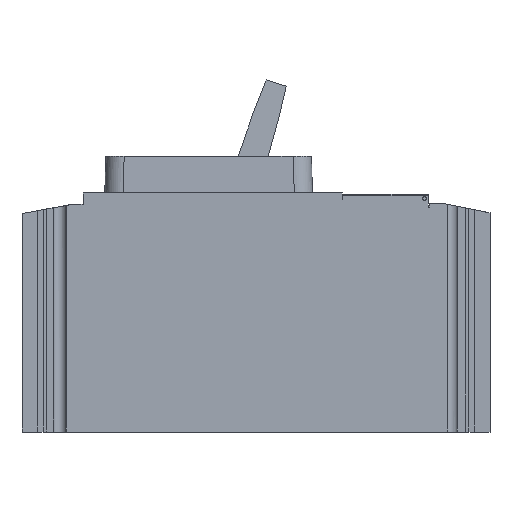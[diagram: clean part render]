
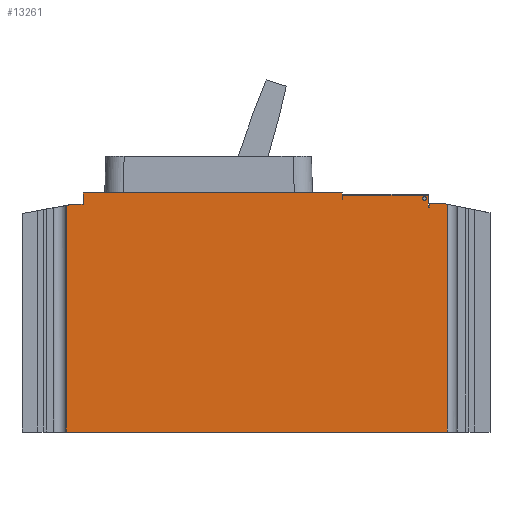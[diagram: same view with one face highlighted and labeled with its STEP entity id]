
A CAD part, left-side view. The second image highlights one B-rep face of the part: STEP entity #13261.
In plain terms, the highlighted planar face has unit normal (-1, 0, 0).
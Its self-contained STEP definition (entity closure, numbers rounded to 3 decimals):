
#2526=CARTESIAN_POINT('',(40.,28.7,102.35));
#2527=DIRECTION('',(1.,0.,0.));
#2528=DIRECTION('',(0.,1.,0.));
#2529=AXIS2_PLACEMENT_3D('',#2526,#2527,#2528);
#2534=CARTESIAN_POINT('',(40.,28.7,102.35));
#2535=DIRECTION('',(1.,0.,0.));
#2536=DIRECTION('',(0.,-1.,0.));
#2537=AXIS2_PLACEMENT_3D('',#2534,#2535,#2536);
#2584=DIRECTION('',(0.,-1.,0.));
#2585=VECTOR('',#2584,37.6);
#2586=CARTESIAN_POINT('',(40.,64.6,103.65));
#2587=LINE('',#2586,#2585);
#2591=DIRECTION('',(0.,0.,-1.));
#2592=VECTOR('',#2591,5.15);
#2593=CARTESIAN_POINT('',(40.,27.,103.65));
#2594=LINE('',#2593,#2592);
#2598=DIRECTION('',(0.,-1.,0.));
#2599=VECTOR('',#2598,0.4);
#2600=CARTESIAN_POINT('',(40.,27.,98.5));
#2601=LINE('',#2600,#2599);
#2605=DIRECTION('',(0.,0.,1.));
#2606=VECTOR('',#2605,1.5);
#2607=CARTESIAN_POINT('',(40.,26.6,98.5));
#2608=LINE('',#2607,#2606);
#2612=DIRECTION('',(0.,-1.,0.));
#2613=VECTOR('',#2612,6.6);
#2614=CARTESIAN_POINT('',(40.,26.6,100.));
#2615=LINE('',#2614,#2613);
#2619=DIRECTION('',(0.,-0.981,-0.196));
#2620=VECTOR('',#2619,1.358);
#2621=CARTESIAN_POINT('',(40.,20.,100.));
#2622=LINE('',#2621,#2620);
#2626=DIRECTION('',(0.,0.,1.));
#2627=VECTOR('',#2626,99.734);
#2628=CARTESIAN_POINT('',(40.,18.668,0.));
#2629=LINE('',#2628,#2627);
#2633=DIRECTION('',(0.,1.,0.));
#2634=VECTOR('',#2633,166.982);
#2635=CARTESIAN_POINT('',(40.,18.668,0.));
#2636=LINE('',#2635,#2634);
#2640=DIRECTION('',(0.,0.,1.));
#2641=VECTOR('',#2640,99.218);
#2642=CARTESIAN_POINT('',(40.,185.65,0.));
#2643=LINE('',#2642,#2641);
#2647=DIRECTION('',(0.,-0.984,0.179));
#2648=VECTOR('',#2647,2.693);
#2649=CARTESIAN_POINT('',(40.,185.65,99.218));
#2650=LINE('',#2649,#2648);
#2654=DIRECTION('',(0.,-1.,0.));
#2655=VECTOR('',#2654,4.8);
#2656=CARTESIAN_POINT('',(40.,183.,99.7));
#2657=LINE('',#2656,#2655);
#2661=DIRECTION('',(0.,0.,1.));
#2662=VECTOR('',#2661,5.);
#2663=CARTESIAN_POINT('',(40.,178.2,99.7));
#2664=LINE('',#2663,#2662);
#2668=DIRECTION('',(0.,-1.,0.));
#2669=VECTOR('',#2668,113.4);
#2670=CARTESIAN_POINT('',(40.,178.2,104.7));
#2671=LINE('',#2670,#2669);
#2675=DIRECTION('',(0.,0.,-1.));
#2676=VECTOR('',#2675,3.);
#2677=CARTESIAN_POINT('',(40.,64.8,104.7));
#2678=LINE('',#2677,#2676);
#2682=DIRECTION('',(0.,-1.,0.));
#2683=VECTOR('',#2682,0.2);
#2684=CARTESIAN_POINT('',(40.,64.8,101.7));
#2685=LINE('',#2684,#2683);
#2689=DIRECTION('',(0.,0.,1.));
#2690=VECTOR('',#2689,1.95);
#2691=CARTESIAN_POINT('',(40.,64.6,101.7));
#2692=LINE('',#2691,#2690);
#9950=CARTESIAN_POINT('',(40.,183.,99.7));
#9951=CARTESIAN_POINT('',(40.,178.2,99.7));
#9952=VERTEX_POINT('',#9950);
#9953=VERTEX_POINT('',#9951);
#9954=CARTESIAN_POINT('',(40.,178.2,104.7));
#9955=VERTEX_POINT('',#9954);
#9956=CARTESIAN_POINT('',(40.,64.8,104.7));
#9957=VERTEX_POINT('',#9956);
#9958=CARTESIAN_POINT('',(40.,64.8,101.7));
#9959=VERTEX_POINT('',#9958);
#9960=CARTESIAN_POINT('',(40.,64.6,101.7));
#9961=VERTEX_POINT('',#9960);
#9962=CARTESIAN_POINT('',(40.,27.,98.5));
#9963=CARTESIAN_POINT('',(40.,26.6,98.5));
#9964=VERTEX_POINT('',#9962);
#9965=VERTEX_POINT('',#9963);
#9966=CARTESIAN_POINT('',(40.,26.6,100.));
#9967=VERTEX_POINT('',#9966);
#9968=CARTESIAN_POINT('',(40.,20.,100.));
#9969=VERTEX_POINT('',#9968);
#11540=CARTESIAN_POINT('',(40.,185.65,0.));
#11541=CARTESIAN_POINT('',(40.,185.65,99.218));
#11542=VERTEX_POINT('',#11540);
#11543=VERTEX_POINT('',#11541);
#11544=CARTESIAN_POINT('',(40.,18.668,0.));
#11545=CARTESIAN_POINT('',(40.,18.668,99.734));
#11546=VERTEX_POINT('',#11544);
#11547=VERTEX_POINT('',#11545);
#11600=CARTESIAN_POINT('',(40.,64.6,103.65));
#11601=CARTESIAN_POINT('',(40.,27.,103.65));
#11602=VERTEX_POINT('',#11600);
#11603=VERTEX_POINT('',#11601);
#11628=CARTESIAN_POINT('',(40.,29.5,102.35));
#11629=CARTESIAN_POINT('',(40.,27.9,102.35));
#11630=VERTEX_POINT('',#11628);
#11631=VERTEX_POINT('',#11629);
#13220=CARTESIAN_POINT('',(40.,0.,0.));
#13221=DIRECTION('',(1.,0.,0.));
#13222=DIRECTION('',(0.,0.,-1.));
#13223=AXIS2_PLACEMENT_3D('',#13220,#13221,#13222);
#13224=PLANE('',#13223);
#13226=ORIENTED_EDGE('',*,*,#13225,.T.);
#13228=ORIENTED_EDGE('',*,*,#13227,.T.);
#13230=ORIENTED_EDGE('',*,*,#13229,.T.);
#13232=ORIENTED_EDGE('',*,*,#13231,.T.);
#13233=ORIENTED_EDGE('',*,*,#13174,.T.);
#13234=ORIENTED_EDGE('',*,*,#13104,.T.);
#13236=ORIENTED_EDGE('',*,*,#13235,.F.);
#13237=ORIENTED_EDGE('',*,*,#11836,.T.);
#13239=ORIENTED_EDGE('',*,*,#13238,.T.);
#13240=ORIENTED_EDGE('',*,*,#12789,.T.);
#13242=ORIENTED_EDGE('',*,*,#13241,.T.);
#13244=ORIENTED_EDGE('',*,*,#13243,.T.);
#13246=ORIENTED_EDGE('',*,*,#13245,.T.);
#13248=ORIENTED_EDGE('',*,*,#13247,.T.);
#13250=ORIENTED_EDGE('',*,*,#13249,.T.);
#13252=ORIENTED_EDGE('',*,*,#13251,.T.);
#13253=EDGE_LOOP('',(#13226,#13228,#13230,#13232,#13233,#13234,#13236,#13237,
#13239,#13240,#13242,#13244,#13246,#13248,#13250,#13252));
#13254=FACE_OUTER_BOUND('',#13253,.F.);
#13256=ORIENTED_EDGE('',*,*,#13255,.F.);
#13258=ORIENTED_EDGE('',*,*,#13257,.F.);
#13259=EDGE_LOOP('',(#13256,#13258));
#13260=FACE_BOUND('',#13259,.F.);
#13261=ADVANCED_FACE('',(#13254,#13260),#13224,.F.);
#2530=CIRCLE('',#2529,0.8);
#2538=CIRCLE('',#2537,0.8);
#11836=EDGE_CURVE('',#11546,#11542,#2636,.T.);
#12789=EDGE_CURVE('',#11543,#9952,#2650,.T.);
#13104=EDGE_CURVE('',#9969,#11547,#2622,.T.);
#13174=EDGE_CURVE('',#9967,#9969,#2615,.T.);
#13225=EDGE_CURVE('',#11602,#11603,#2587,.T.);
#13227=EDGE_CURVE('',#11603,#9964,#2594,.T.);
#13229=EDGE_CURVE('',#9964,#9965,#2601,.T.);
#13231=EDGE_CURVE('',#9965,#9967,#2608,.T.);
#13235=EDGE_CURVE('',#11546,#11547,#2629,.T.);
#13238=EDGE_CURVE('',#11542,#11543,#2643,.T.);
#13241=EDGE_CURVE('',#9952,#9953,#2657,.T.);
#13243=EDGE_CURVE('',#9953,#9955,#2664,.T.);
#13245=EDGE_CURVE('',#9955,#9957,#2671,.T.);
#13247=EDGE_CURVE('',#9957,#9959,#2678,.T.);
#13249=EDGE_CURVE('',#9959,#9961,#2685,.T.);
#13251=EDGE_CURVE('',#9961,#11602,#2692,.T.);
#13255=EDGE_CURVE('',#11630,#11631,#2530,.T.);
#13257=EDGE_CURVE('',#11631,#11630,#2538,.T.);
